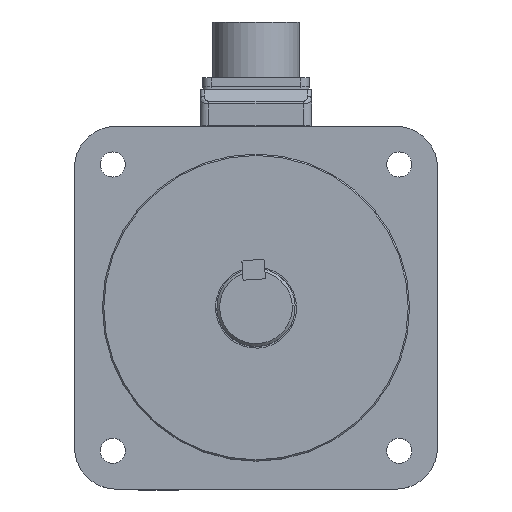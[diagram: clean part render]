
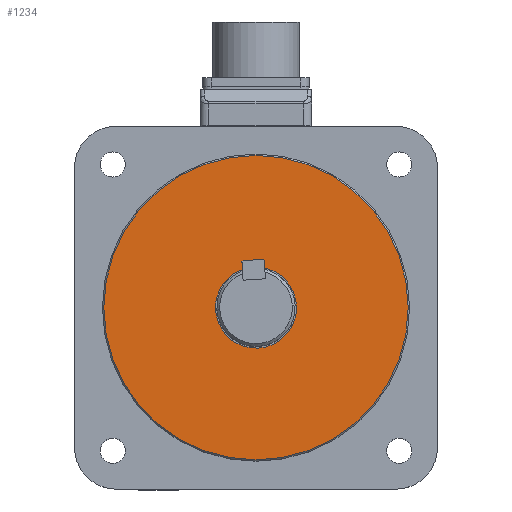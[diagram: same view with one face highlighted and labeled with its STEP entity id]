
A CAD part, top view. The second image highlights one B-rep face of the part: STEP entity #1234.
In plain terms, the highlighted planar face has unit normal (0, 0, 1).
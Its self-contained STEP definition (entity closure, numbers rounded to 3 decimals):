
#523 = CARTESIAN_POINT ( 'NONE',  ( 0., 0., 21. ) ) ;
#1234 = ADVANCED_FACE ( 'NONE', ( #46822 ), #24797, .T. ) ;
#2234 = EDGE_CURVE ( 'NONE', #11783, #38790, #33769, .T. ) ;
#2475 = DIRECTION ( 'NONE',  ( 0., 0., 1. ) ) ;
#3010 = CIRCLE ( 'NONE', #3478, 54.5 ) ;
#3336 = EDGE_CURVE ( 'NONE', #38790, #11783, #3010, .T. ) ;
#3478 = AXIS2_PLACEMENT_3D ( 'NONE', #14147, #40450, #17939 ) ;
#4242 = DIRECTION ( 'NONE',  ( 1., 0., 0. ) ) ;
#11783 = VERTEX_POINT ( 'NONE', #15109 ) ;
#14147 = CARTESIAN_POINT ( 'NONE',  ( 0., 0., 21. ) ) ;
#15109 = CARTESIAN_POINT ( 'NONE',  ( -54.5, 0., 21. ) ) ;
#17939 = DIRECTION ( 'NONE',  ( 1., 0., 0. ) ) ;
#24797 = PLANE ( 'NONE',  #30845 ) ;
#24974 = CARTESIAN_POINT ( 'NONE',  ( 0., 0., 21. ) ) ;
#26713 = DIRECTION ( 'NONE',  ( 0., 0., 1. ) ) ;
#28301 = EDGE_LOOP ( 'NONE', ( #43022, #41191 ) ) ;
#28749 = DIRECTION ( 'NONE',  ( 1., 0., 0. ) ) ;
#30845 = AXIS2_PLACEMENT_3D ( 'NONE', #24974, #2475, #28749 ) ;
#33769 = CIRCLE ( 'NONE', #35163, 54.5 ) ;
#35163 = AXIS2_PLACEMENT_3D ( 'NONE', #523, #26713, #4242 ) ;
#38790 = VERTEX_POINT ( 'NONE', #43897 ) ;
#40450 = DIRECTION ( 'NONE',  ( 0., 0., 1. ) ) ;
#41191 = ORIENTED_EDGE ( 'NONE', *, *, #3336, .T. ) ;
#43022 = ORIENTED_EDGE ( 'NONE', *, *, #2234, .T. ) ;
#43897 = CARTESIAN_POINT ( 'NONE',  ( 54.5, 0., 21. ) ) ;
#46822 = FACE_OUTER_BOUND ( 'NONE', #28301, .T. ) ;
